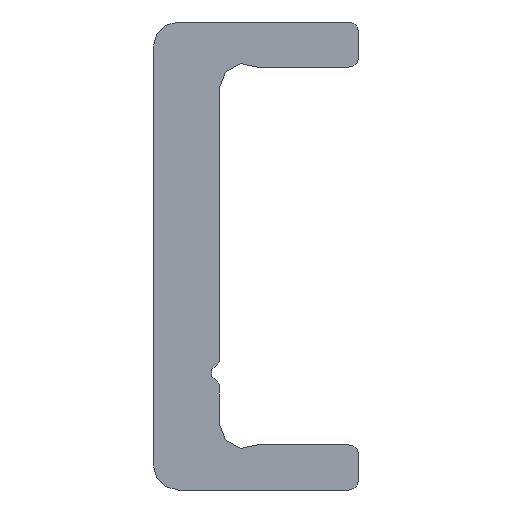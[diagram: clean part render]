
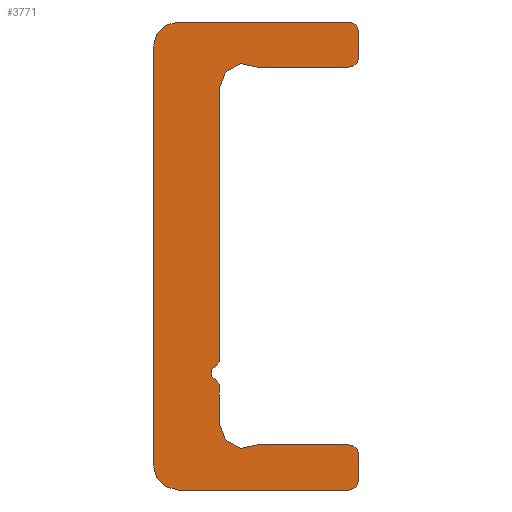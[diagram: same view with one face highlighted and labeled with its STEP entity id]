
A CAD part, left-side view. The second image highlights one B-rep face of the part: STEP entity #3771.
In plain terms, the highlighted planar face has unit normal (-1, 0, 0).
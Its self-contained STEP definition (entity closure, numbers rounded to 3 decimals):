
#2872=CARTESIAN_POINT('',(0.0,-6.15,-13.4));
#2873=VERTEX_POINT('',#2872);
#2880=CARTESIAN_POINT('',(0.0,-5.55,-14.));
#2881=VERTEX_POINT('',#2880);
#2882=CARTESIAN_POINT('',(0.0,-5.55,-13.4));
#2883=DIRECTION('',(1.0,0.0,0.0));
#2884=DIRECTION('',(0.0,-1.0,0.0));
#2885=AXIS2_PLACEMENT_3D('',#2882,#2883,#2884);
#2886=CIRCLE('',#2885,0.6);
#2887=EDGE_CURVE('',#2873,#2881,#2886,.T.);
#2911=CARTESIAN_POINT('',(0.0,-6.15,-11.9));
#2912=VERTEX_POINT('',#2911);
#2919=CARTESIAN_POINT('',(0.0,-6.15,-11.9));
#2920=DIRECTION('',(0.0,0.0,-1.0));
#2921=VECTOR('',#2920,1.5);
#2922=LINE('',#2919,#2921);
#2923=EDGE_CURVE('',#2912,#2873,#2922,.T.);
#2943=CARTESIAN_POINT('',(0.0,-5.55,-11.3));
#2944=VERTEX_POINT('',#2943);
#2951=CARTESIAN_POINT('',(0.0,-5.55,-11.9));
#2952=DIRECTION('',(1.0,0.0,0.0));
#2953=DIRECTION('',(0.0,0.0,1.0));
#2954=AXIS2_PLACEMENT_3D('',#2951,#2952,#2953);
#2955=CIRCLE('',#2954,0.6);
#2956=EDGE_CURVE('',#2944,#2912,#2955,.T.);
#2975=CARTESIAN_POINT('',(0.0,-0.098,-11.3));
#2976=VERTEX_POINT('',#2975);
#2983=CARTESIAN_POINT('',(0.0,-0.098,-11.3));
#2984=DIRECTION('',(0.0,-1.0,0.0));
#2985=VECTOR('',#2984,5.452);
#2986=LINE('',#2983,#2985);
#2987=EDGE_CURVE('',#2976,#2944,#2986,.T.);
#3007=CARTESIAN_POINT('',(0.0,2.2,-10.03));
#3008=VERTEX_POINT('',#3007);
#3015=CARTESIAN_POINT('',(0.0,0.7,-10.03));
#3016=DIRECTION('',(-1.0,0.0,0.0));
#3017=DIRECTION('',(0.0,0.532,0.847));
#3018=AXIS2_PLACEMENT_3D('',#3015,#3016,#3017);
#3019=CIRCLE('',#3018,1.5);
#3020=EDGE_CURVE('',#3008,#2976,#3019,.T.);
#3039=CARTESIAN_POINT('',(0.0,2.2,-7.707));
#3040=VERTEX_POINT('',#3039);
#3047=CARTESIAN_POINT('',(0.0,2.2,-7.707));
#3048=DIRECTION('',(0.0,0.0,-1.0));
#3049=VECTOR('',#3048,2.323);
#3050=LINE('',#3047,#3049);
#3051=EDGE_CURVE('',#3040,#3008,#3050,.T.);
#3071=CARTESIAN_POINT('',(0.0,2.367,-7.471));
#3072=VERTEX_POINT('',#3071);
#3079=CARTESIAN_POINT('',(0.0,2.45,-7.707));
#3080=DIRECTION('',(1.0,0.0,0.0));
#3081=DIRECTION('',(0.0,-0.333,0.943));
#3082=AXIS2_PLACEMENT_3D('',#3079,#3080,#3081);
#3083=CIRCLE('',#3082,0.25);
#3084=EDGE_CURVE('',#3072,#3040,#3083,.T.);
#3104=CARTESIAN_POINT('',(0.0,2.367,-6.529));
#3105=VERTEX_POINT('',#3104);
#3112=CARTESIAN_POINT('',(0.0,2.2,-7.));
#3113=DIRECTION('',(-1.0,0.0,0.0));
#3114=DIRECTION('',(0.0,-0.333,0.943));
#3115=AXIS2_PLACEMENT_3D('',#3112,#3113,#3114);
#3116=CIRCLE('',#3115,0.5);
#3117=EDGE_CURVE('',#3105,#3072,#3116,.T.);
#3137=CARTESIAN_POINT('',(0.0,2.2,-6.293));
#3138=VERTEX_POINT('',#3137);
#3145=CARTESIAN_POINT('',(0.0,2.45,-6.293));
#3146=DIRECTION('',(1.0,0.0,0.0));
#3147=DIRECTION('',(0.0,-1.0,0.0));
#3148=AXIS2_PLACEMENT_3D('',#3145,#3146,#3147);
#3149=CIRCLE('',#3148,0.25);
#3150=EDGE_CURVE('',#3138,#3105,#3149,.T.);
#3169=CARTESIAN_POINT('',(0.0,2.2,10.03));
#3170=VERTEX_POINT('',#3169);
#3177=CARTESIAN_POINT('',(0.0,2.2,10.03));
#3178=DIRECTION('',(0.0,0.0,-1.0));
#3179=VECTOR('',#3178,16.323);
#3180=LINE('',#3177,#3179);
#3181=EDGE_CURVE('',#3170,#3138,#3180,.T.);
#3324=CARTESIAN_POINT('',(0.0,-0.098,11.3));
#3325=VERTEX_POINT('',#3324);
#3332=CARTESIAN_POINT('',(0.0,0.7,10.03));
#3333=DIRECTION('',(-1.0,0.0,0.0));
#3334=DIRECTION('',(0.0,-1.0,0.0));
#3335=AXIS2_PLACEMENT_3D('',#3332,#3333,#3334);
#3336=CIRCLE('',#3335,1.5);
#3337=EDGE_CURVE('',#3325,#3170,#3336,.T.);
#3356=CARTESIAN_POINT('',(0.0,-5.55,11.3));
#3357=VERTEX_POINT('',#3356);
#3364=CARTESIAN_POINT('',(0.0,-5.55,11.3));
#3365=DIRECTION('',(0.0,1.0,0.0));
#3366=VECTOR('',#3365,5.452);
#3367=LINE('',#3364,#3366);
#3368=EDGE_CURVE('',#3357,#3325,#3367,.T.);
#3388=CARTESIAN_POINT('',(0.0,-6.15,11.9));
#3389=VERTEX_POINT('',#3388);
#3396=CARTESIAN_POINT('',(0.0,-5.55,11.9));
#3397=DIRECTION('',(1.0,0.0,0.0));
#3398=DIRECTION('',(0.0,-1.0,0.0));
#3399=AXIS2_PLACEMENT_3D('',#3396,#3397,#3398);
#3400=CIRCLE('',#3399,0.6);
#3401=EDGE_CURVE('',#3389,#3357,#3400,.T.);
#3420=CARTESIAN_POINT('',(0.0,-6.15,13.4));
#3421=VERTEX_POINT('',#3420);
#3428=CARTESIAN_POINT('',(0.0,-6.15,13.4));
#3429=DIRECTION('',(0.0,0.0,-1.0));
#3430=VECTOR('',#3429,1.5);
#3431=LINE('',#3428,#3430);
#3432=EDGE_CURVE('',#3421,#3389,#3431,.T.);
#3452=CARTESIAN_POINT('',(0.0,-5.55,14.));
#3453=VERTEX_POINT('',#3452);
#3460=CARTESIAN_POINT('',(0.0,-5.55,13.4));
#3461=DIRECTION('',(1.0,0.0,0.0));
#3462=DIRECTION('',(0.0,0.0,1.0));
#3463=AXIS2_PLACEMENT_3D('',#3460,#3461,#3462);
#3464=CIRCLE('',#3463,0.6);
#3465=EDGE_CURVE('',#3453,#3421,#3464,.T.);
#3484=CARTESIAN_POINT('',(0.0,4.65,14.));
#3485=VERTEX_POINT('',#3484);
#3492=CARTESIAN_POINT('',(0.0,4.65,14.));
#3493=DIRECTION('',(0.0,-1.0,0.0));
#3494=VECTOR('',#3493,10.2);
#3495=LINE('',#3492,#3494);
#3496=EDGE_CURVE('',#3485,#3453,#3495,.T.);
#3516=CARTESIAN_POINT('',(0.0,6.15,12.5));
#3517=VERTEX_POINT('',#3516);
#3524=CARTESIAN_POINT('',(0.0,4.65,12.5));
#3525=DIRECTION('',(1.0,0.0,0.0));
#3526=DIRECTION('',(0.0,1.0,0.0));
#3527=AXIS2_PLACEMENT_3D('',#3524,#3525,#3526);
#3528=CIRCLE('',#3527,1.5);
#3529=EDGE_CURVE('',#3517,#3485,#3528,.T.);
#3548=CARTESIAN_POINT('',(0.0,6.15,-12.5));
#3549=VERTEX_POINT('',#3548);
#3556=CARTESIAN_POINT('',(0.0,6.15,-12.5));
#3557=DIRECTION('',(0.0,0.0,1.0));
#3558=VECTOR('',#3557,25.);
#3559=LINE('',#3556,#3558);
#3560=EDGE_CURVE('',#3549,#3517,#3559,.T.);
#3703=CARTESIAN_POINT('',(0.0,4.65,-14.));
#3704=VERTEX_POINT('',#3703);
#3711=CARTESIAN_POINT('',(0.0,4.65,-12.5));
#3712=DIRECTION('',(1.0,0.0,0.0));
#3713=DIRECTION('',(0.0,0.0,-1.0));
#3714=AXIS2_PLACEMENT_3D('',#3711,#3712,#3713);
#3715=CIRCLE('',#3714,1.5);
#3716=EDGE_CURVE('',#3704,#3549,#3715,.T.);
#3734=CARTESIAN_POINT('',(0.0,-5.55,-14.));
#3735=DIRECTION('',(0.0,1.0,0.0));
#3736=VECTOR('',#3735,10.2);
#3737=LINE('',#3734,#3736);
#3738=EDGE_CURVE('',#2881,#3704,#3737,.T.);
#3744=CARTESIAN_POINT('',(0.0,1.616,-0.032));
#3745=DIRECTION('',(1.0,0.0,0.0));
#3746=DIRECTION('',(0.0,0.0,-1.0));
#3747=AXIS2_PLACEMENT_3D('',#3744,#3745,#3746);
#3748=PLANE('',#3747);
#3749=ORIENTED_EDGE('',*,*,#3738,.F.);
#3750=ORIENTED_EDGE('',*,*,#2887,.F.);
#3751=ORIENTED_EDGE('',*,*,#2923,.F.);
#3752=ORIENTED_EDGE('',*,*,#2956,.F.);
#3753=ORIENTED_EDGE('',*,*,#2987,.F.);
#3754=ORIENTED_EDGE('',*,*,#3020,.F.);
#3755=ORIENTED_EDGE('',*,*,#3051,.F.);
#3756=ORIENTED_EDGE('',*,*,#3084,.F.);
#3757=ORIENTED_EDGE('',*,*,#3117,.F.);
#3758=ORIENTED_EDGE('',*,*,#3150,.F.);
#3759=ORIENTED_EDGE('',*,*,#3181,.F.);
#3760=ORIENTED_EDGE('',*,*,#3337,.F.);
#3761=ORIENTED_EDGE('',*,*,#3368,.F.);
#3762=ORIENTED_EDGE('',*,*,#3401,.F.);
#3763=ORIENTED_EDGE('',*,*,#3432,.F.);
#3764=ORIENTED_EDGE('',*,*,#3465,.F.);
#3765=ORIENTED_EDGE('',*,*,#3496,.F.);
#3766=ORIENTED_EDGE('',*,*,#3529,.F.);
#3767=ORIENTED_EDGE('',*,*,#3560,.F.);
#3768=ORIENTED_EDGE('',*,*,#3716,.F.);
#3769=EDGE_LOOP('',(#3749,#3750,#3751,#3752,#3753,#3754,#3755,#3756,#3757,#3758,#3759,#3760,#3761,#3762,#3763,#3764,#3765,#3766,#3767,#3768));
#3770=FACE_OUTER_BOUND('',#3769,.T.);
#3771=ADVANCED_FACE('',(#3770),#3748,.F.);
